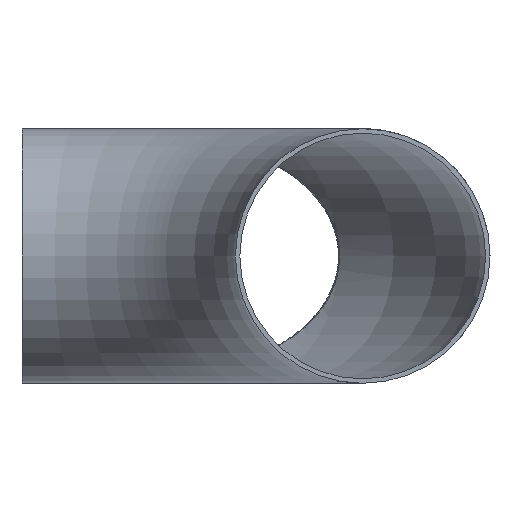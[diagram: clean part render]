
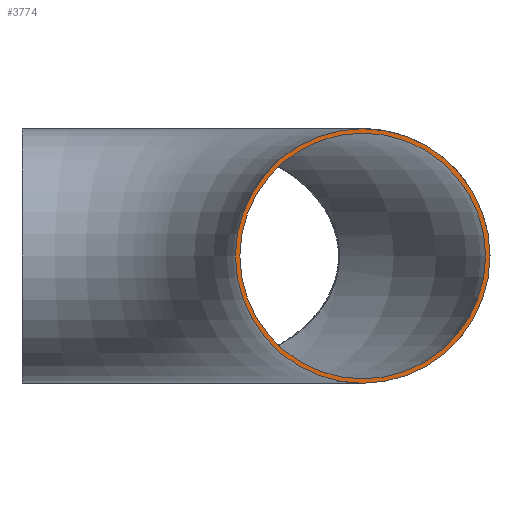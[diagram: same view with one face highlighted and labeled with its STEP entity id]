
A CAD part, left-side view. The second image highlights one B-rep face of the part: STEP entity #3774.
In plain terms, the highlighted planar face has unit normal (-1, 0, 0).
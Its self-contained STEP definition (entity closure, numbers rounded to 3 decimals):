
#225 = AXIS2_PLACEMENT_3D ( 'NONE', #6284, #3584, #1593 ) ;
#755 = ORIENTED_EDGE ( 'NONE', *, *, #1202, .T. ) ;
#811 = AXIS2_PLACEMENT_3D ( 'NONE', #7433, #2135, #4027 ) ;
#867 = ORIENTED_EDGE ( 'NONE', *, *, #3665, .F. ) ;
#1202 = EDGE_CURVE ( 'NONE', #7637, #7637, #8220, .T. ) ;
#1593 = DIRECTION ( 'NONE',  ( 0., -1., 0. ) ) ;
#2135 = DIRECTION ( 'NONE',  ( -1., 0., 0. ) ) ;
#3391 = FACE_OUTER_BOUND ( 'NONE', #7753, .T. ) ;
#3584 = DIRECTION ( 'NONE',  ( -1., 0., 0. ) ) ;
#3665 = EDGE_CURVE ( 'NONE', #5600, #5600, #8796, .T. ) ;
#3769 = CARTESIAN_POINT ( 'NONE',  ( -153., 0., 67.734 ) ) ;
#3774 = ADVANCED_FACE ( 'NONE', ( #8265, #3391 ), #3824, .T. ) ;
#3824 = PLANE ( 'NONE',  #4874 ) ;
#4027 = DIRECTION ( 'NONE',  ( 0., -1., 0. ) ) ;
#4874 = AXIS2_PLACEMENT_3D ( 'NONE', #3769, #8550, #5773 ) ;
#5268 = EDGE_LOOP ( 'NONE', ( #867 ) ) ;
#5600 = VERTEX_POINT ( 'NONE', #6577 ) ;
#5773 = DIRECTION ( 'NONE',  ( 0., -1., 0. ) ) ;
#6284 = CARTESIAN_POINT ( 'NONE',  ( -153., -153., 0. ) ) ;
#6577 = CARTESIAN_POINT ( 'NONE',  ( -153., -208.15, 0. ) ) ;
#7433 = CARTESIAN_POINT ( 'NONE',  ( -153., -153., 0. ) ) ;
#7637 = VERTEX_POINT ( 'NONE', #8646 ) ;
#7753 = EDGE_LOOP ( 'NONE', ( #755 ) ) ;
#8220 = CIRCLE ( 'NONE', #225, 57.15 ) ;
#8265 = FACE_BOUND ( 'NONE', #5268, .T. ) ;
#8550 = DIRECTION ( 'NONE',  ( -1., 0., 0. ) ) ;
#8646 = CARTESIAN_POINT ( 'NONE',  ( -153., -210.15, 0. ) ) ;
#8796 = CIRCLE ( 'NONE', #811, 55.15 ) ;
